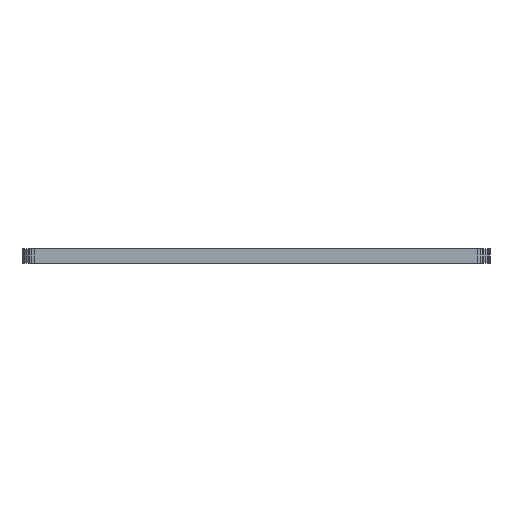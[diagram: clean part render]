
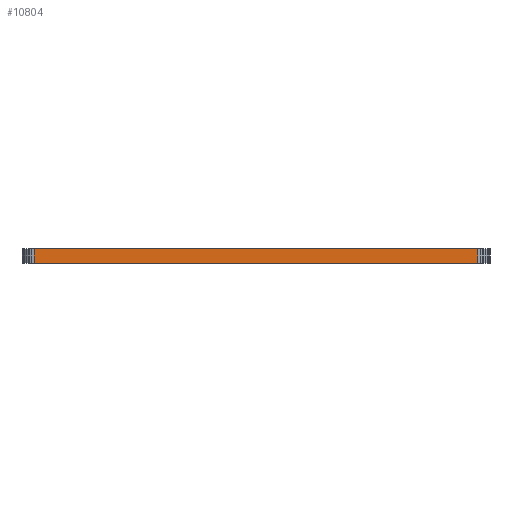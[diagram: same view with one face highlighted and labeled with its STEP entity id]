
A CAD part, left-side view. The second image highlights one B-rep face of the part: STEP entity #10804.
In plain terms, the highlighted planar face has unit normal (-1, 0, 0).
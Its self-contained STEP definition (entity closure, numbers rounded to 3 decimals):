
#90 = PLANE('',#91);
#91 = AXIS2_PLACEMENT_3D('',#92,#93,#94);
#92 = CARTESIAN_POINT('',(63.218,-80.443,1.58));
#93 = DIRECTION('',(-0.,-0.,-1.));
#94 = DIRECTION('',(-1.,0.,0.));
#144 = PLANE('',#145);
#145 = AXIS2_PLACEMENT_3D('',#146,#147,#148);
#146 = CARTESIAN_POINT('',(63.218,-80.443,0.));
#147 = DIRECTION('',(-0.,-0.,-1.));
#148 = DIRECTION('',(-1.,0.,0.));
#1009 = VERTEX_POINT('',#1010);
#1010 = CARTESIAN_POINT('',(38.461,-103.93,0.));
#1024 = PLANE('',#1025);
#1025 = AXIS2_PLACEMENT_3D('',#1026,#1027,#1028);
#1026 = CARTESIAN_POINT('',(38.48,-104.151,0.));
#1027 = DIRECTION('',(-0.996,-0.087,0.));
#1028 = DIRECTION('',(-0.087,0.996,0.));
#1036 = EDGE_CURVE('',#1009,#1037,#1039,.T.);
#1037 = VERTEX_POINT('',#1038);
#1038 = CARTESIAN_POINT('',(38.461,-56.956,0.));
#1039 = SURFACE_CURVE('',#1040,(#1044,#1051),.PCURVE_S1.);
#1040 = LINE('',#1041,#1042);
#1041 = CARTESIAN_POINT('',(38.461,-103.93,0.));
#1042 = VECTOR('',#1043,1.);
#1043 = DIRECTION('',(0.,1.,0.));
#1044 = PCURVE('',#144,#1045);
#1045 = DEFINITIONAL_REPRESENTATION('',(#1046),#1050);
#1046 = LINE('',#1047,#1048);
#1047 = CARTESIAN_POINT('',(24.757,-23.487));
#1048 = VECTOR('',#1049,1.);
#1049 = DIRECTION('',(0.,1.));
#1050 = ( GEOMETRIC_REPRESENTATION_CONTEXT(2) 
PARAMETRIC_REPRESENTATION_CONTEXT() REPRESENTATION_CONTEXT('2D SPACE',''
  ) );
#1051 = PCURVE('',#1052,#1057);
#1052 = PLANE('',#1053);
#1053 = AXIS2_PLACEMENT_3D('',#1054,#1055,#1056);
#1054 = CARTESIAN_POINT('',(38.461,-103.93,0.));
#1055 = DIRECTION('',(-1.,0.,0.));
#1056 = DIRECTION('',(0.,1.,0.));
#1057 = DEFINITIONAL_REPRESENTATION('',(#1058),#1062);
#1058 = LINE('',#1059,#1060);
#1059 = CARTESIAN_POINT('',(0.,0.));
#1060 = VECTOR('',#1061,1.);
#1061 = DIRECTION('',(1.,0.));
#1062 = ( GEOMETRIC_REPRESENTATION_CONTEXT(2) 
PARAMETRIC_REPRESENTATION_CONTEXT() REPRESENTATION_CONTEXT('2D SPACE',''
  ) );
#1080 = PLANE('',#1081);
#1081 = AXIS2_PLACEMENT_3D('',#1082,#1083,#1084);
#1082 = CARTESIAN_POINT('',(38.461,-56.956,0.));
#1083 = DIRECTION('',(-0.996,0.087,0.));
#1084 = DIRECTION('',(0.087,0.996,0.));
#6345 = VERTEX_POINT('',#6346);
#6346 = CARTESIAN_POINT('',(38.461,-103.93,1.58));
#6367 = EDGE_CURVE('',#6345,#6368,#6370,.T.);
#6368 = VERTEX_POINT('',#6369);
#6369 = CARTESIAN_POINT('',(38.461,-56.956,1.58));
#6370 = SURFACE_CURVE('',#6371,(#6375,#6382),.PCURVE_S1.);
#6371 = LINE('',#6372,#6373);
#6372 = CARTESIAN_POINT('',(38.461,-103.93,1.58));
#6373 = VECTOR('',#6374,1.);
#6374 = DIRECTION('',(0.,1.,0.));
#6375 = PCURVE('',#90,#6376);
#6376 = DEFINITIONAL_REPRESENTATION('',(#6377),#6381);
#6377 = LINE('',#6378,#6379);
#6378 = CARTESIAN_POINT('',(24.757,-23.487));
#6379 = VECTOR('',#6380,1.);
#6380 = DIRECTION('',(0.,1.));
#6381 = ( GEOMETRIC_REPRESENTATION_CONTEXT(2) 
PARAMETRIC_REPRESENTATION_CONTEXT() REPRESENTATION_CONTEXT('2D SPACE',''
  ) );
#6382 = PCURVE('',#1052,#6383);
#6383 = DEFINITIONAL_REPRESENTATION('',(#6384),#6388);
#6384 = LINE('',#6385,#6386);
#6385 = CARTESIAN_POINT('',(0.,-1.58));
#6386 = VECTOR('',#6387,1.);
#6387 = DIRECTION('',(1.,0.));
#6388 = ( GEOMETRIC_REPRESENTATION_CONTEXT(2) 
PARAMETRIC_REPRESENTATION_CONTEXT() REPRESENTATION_CONTEXT('2D SPACE',''
  ) );
#10754 = EDGE_CURVE('',#1037,#6368,#10755,.T.);
#10755 = SURFACE_CURVE('',#10756,(#10760,#10767),.PCURVE_S1.);
#10756 = LINE('',#10757,#10758);
#10757 = CARTESIAN_POINT('',(38.461,-56.956,0.));
#10758 = VECTOR('',#10759,1.);
#10759 = DIRECTION('',(0.,0.,1.));
#10760 = PCURVE('',#1080,#10761);
#10761 = DEFINITIONAL_REPRESENTATION('',(#10762),#10766);
#10762 = LINE('',#10763,#10764);
#10763 = CARTESIAN_POINT('',(0.,0.));
#10764 = VECTOR('',#10765,1.);
#10765 = DIRECTION('',(0.,-1.));
#10766 = ( GEOMETRIC_REPRESENTATION_CONTEXT(2) 
PARAMETRIC_REPRESENTATION_CONTEXT() REPRESENTATION_CONTEXT('2D SPACE',''
  ) );
#10767 = PCURVE('',#1052,#10768);
#10768 = DEFINITIONAL_REPRESENTATION('',(#10769),#10773);
#10769 = LINE('',#10770,#10771);
#10770 = CARTESIAN_POINT('',(46.974,0.));
#10771 = VECTOR('',#10772,1.);
#10772 = DIRECTION('',(0.,-1.));
#10773 = ( GEOMETRIC_REPRESENTATION_CONTEXT(2) 
PARAMETRIC_REPRESENTATION_CONTEXT() REPRESENTATION_CONTEXT('2D SPACE',''
  ) );
#10804 = ADVANCED_FACE('',(#10805),#1052,.T.);
#10805 = FACE_BOUND('',#10806,.T.);
#10806 = EDGE_LOOP('',(#10807,#10828,#10829,#10830));
#10807 = ORIENTED_EDGE('',*,*,#10808,.T.);
#10808 = EDGE_CURVE('',#1009,#6345,#10809,.T.);
#10809 = SURFACE_CURVE('',#10810,(#10814,#10821),.PCURVE_S1.);
#10810 = LINE('',#10811,#10812);
#10811 = CARTESIAN_POINT('',(38.461,-103.93,0.));
#10812 = VECTOR('',#10813,1.);
#10813 = DIRECTION('',(0.,0.,1.));
#10814 = PCURVE('',#1052,#10815);
#10815 = DEFINITIONAL_REPRESENTATION('',(#10816),#10820);
#10816 = LINE('',#10817,#10818);
#10817 = CARTESIAN_POINT('',(0.,0.));
#10818 = VECTOR('',#10819,1.);
#10819 = DIRECTION('',(0.,-1.));
#10820 = ( GEOMETRIC_REPRESENTATION_CONTEXT(2) 
PARAMETRIC_REPRESENTATION_CONTEXT() REPRESENTATION_CONTEXT('2D SPACE',''
  ) );
#10821 = PCURVE('',#1024,#10822);
#10822 = DEFINITIONAL_REPRESENTATION('',(#10823),#10827);
#10823 = LINE('',#10824,#10825);
#10824 = CARTESIAN_POINT('',(0.221,0.));
#10825 = VECTOR('',#10826,1.);
#10826 = DIRECTION('',(0.,-1.));
#10827 = ( GEOMETRIC_REPRESENTATION_CONTEXT(2) 
PARAMETRIC_REPRESENTATION_CONTEXT() REPRESENTATION_CONTEXT('2D SPACE',''
  ) );
#10828 = ORIENTED_EDGE('',*,*,#6367,.T.);
#10829 = ORIENTED_EDGE('',*,*,#10754,.F.);
#10830 = ORIENTED_EDGE('',*,*,#1036,.F.);
